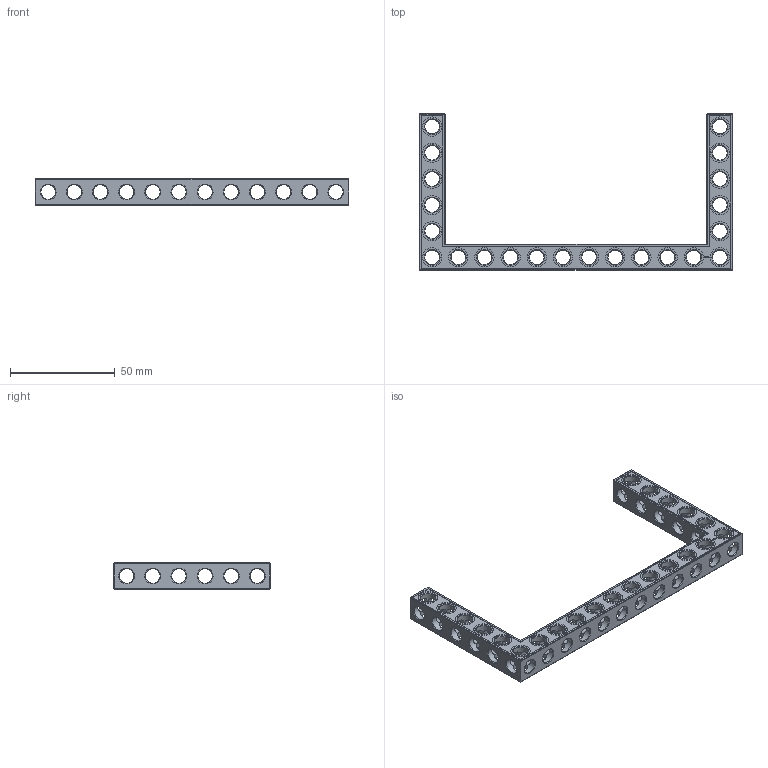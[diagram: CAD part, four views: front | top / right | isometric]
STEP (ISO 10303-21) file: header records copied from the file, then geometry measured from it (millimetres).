
FILE_DESCRIPTION(('FreeCAD Model'),'2;1');
FILE_NAME('Open CASCADE Shape Model','2022-02-26T15:49:12',('Author'),( ''),'Open CASCADE STEP processor 7.5','FreeCAD','Unknown');
FILE_SCHEMA(('AUTOMOTIVE_DESIGN { 1 0 10303 214 1 1 1 1 }'));
Products named in the file (1): Beam AGD ESS USH SYM BU12x06x01 - SPN-BEM-0484 (stemfie.org)
Bounding box: 150 x 75 x 12.5 mm (x, y, z)
Volume: 21490.9 mm3; surface area: 19284.1 mm2
Topology: 1 solids, 1 shells, 768 faces, 2272 edges, 1476 vertices
Faces by surface type: plane 411, extrusion 134, cylinder 133, cone 90
Full cylindrical faces by diameter (mm): 6.98 x14, 7 x97, 9.2 x22
Entity records: 110425 total; most frequent: CARTESIAN_POINT 67434, DIRECTION 7094, VECTOR 4708, LINE 4574, ORIENTED_EDGE 4544, PCURVE 4544, DEFINITIONAL_REPRESENTATION 4544, EDGE_CURVE 2272
